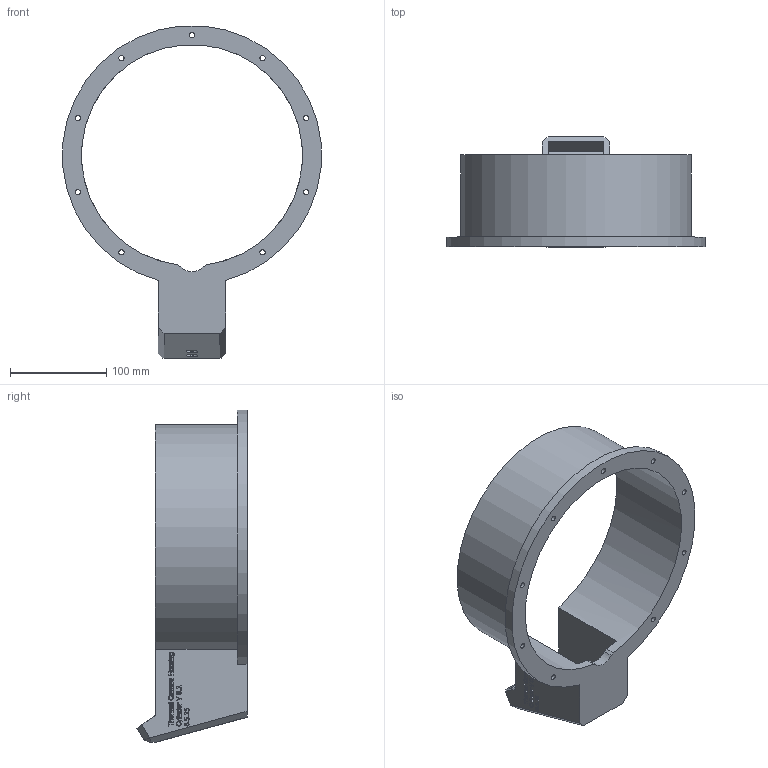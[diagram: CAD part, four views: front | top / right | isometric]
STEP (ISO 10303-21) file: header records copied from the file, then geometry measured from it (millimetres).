
FILE_DESCRIPTION(/* description */ (''),/* implementation_level */ '2;1');
FILE_NAME(/* name */ 'Cylinder Slidey Bit Housing Camera only v0.2.stp',/* time_stamp */ '2025-08-05T12:14:34-04:00',/* author */ ('mateo'),/* organization */ (''),/* preprocessor_version */ 'ST-DEVELOPER v20',/* originating_system */ 'Autodesk Inventor 2025',/* authorisation */ '');
FILE_SCHEMA (('AUTOMOTIVE_DESIGN { 1 0 10303 214 3 1 1 }'));
Length unit declared in the file: millimetre
Products named in the file (1): Cylinder Slidey Bit Housing Camera only v0.2
Bounding box: 268.98 x 114.54 x 345.62 mm (x, y, z)
Volume: 678918.1 mm3; surface area: 215375 mm2
Topology: 1 solids, 1 shells, 665 faces, 1795 edges, 1192 vertices
Faces by surface type: plane 331, bspline 306, cylinder 28
Full cylindrical faces by diameter (mm): 5.5 x9, 7 x2, 8.7 x9, 12 x2
Entity records: 22398 total; most frequent: CARTESIAN_POINT 7631, ORIENTED_EDGE 3590, DIRECTION 1963, EDGE_CURVE 1795, VERTEX_POINT 1192, LINE 1123, VECTOR 1123, EDGE_LOOP 751
